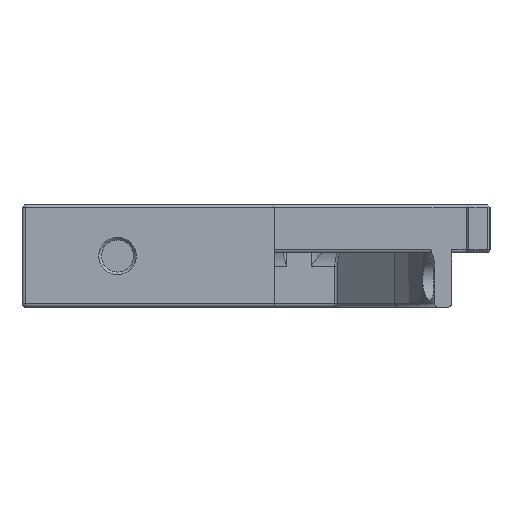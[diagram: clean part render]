
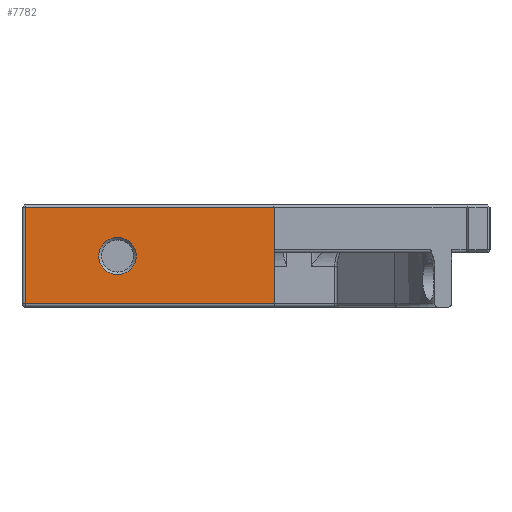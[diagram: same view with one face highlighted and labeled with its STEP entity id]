
A CAD part, left-side view. The second image highlights one B-rep face of the part: STEP entity #7782.
In plain terms, the highlighted planar face has unit normal (-1, 0, 0).
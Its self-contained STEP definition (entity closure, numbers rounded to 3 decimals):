
#547=LINE('',#12563,#1331);
#577=LINE('',#12640,#1361);
#579=LINE('',#12746,#1363);
#580=LINE('',#12747,#1364);
#1331=VECTOR('',#9764,10.);
#1361=VECTOR('',#9822,10.);
#1363=VECTOR('',#9840,10.);
#1364=VECTOR('',#9841,10.);
#1945=FACE_BOUND('',#2532,.T.);
#2057=FACE_OUTER_BOUND('',#2531,.T.);
#2531=EDGE_LOOP('',(#5790,#5791,#5792,#5793));
#2532=EDGE_LOOP('',(#5794));
#3064=CIRCLE('',#8419,2.75);
#3458=VERTEX_POINT('',#12002);
#3635=VERTEX_POINT('',#12562);
#3668=VERTEX_POINT('',#12639);
#3678=VERTEX_POINT('',#12745);
#3679=VERTEX_POINT('',#12748);
#4437=EDGE_CURVE('',#3635,#3458,#547,.T.);
#4476=EDGE_CURVE('',#3668,#3635,#577,.T.);
#4491=EDGE_CURVE('',#3458,#3678,#579,.T.);
#4492=EDGE_CURVE('',#3678,#3668,#580,.T.);
#4493=EDGE_CURVE('',#3679,#3679,#3064,.T.);
#5790=ORIENTED_EDGE('',*,*,#4437,.T.);
#5791=ORIENTED_EDGE('',*,*,#4491,.T.);
#5792=ORIENTED_EDGE('',*,*,#4492,.T.);
#5793=ORIENTED_EDGE('',*,*,#4476,.T.);
#5794=ORIENTED_EDGE('',*,*,#4493,.T.);
#7528=PLANE('',#8418);
#7782=ADVANCED_FACE('',(#2057,#1945),#7528,.F.);
#8418=AXIS2_PLACEMENT_3D('',#12744,#9838,#9839);
#8419=AXIS2_PLACEMENT_3D('',#12749,#9842,#9843);
#9764=DIRECTION('',(0.,0.,1.));
#9822=DIRECTION('',(0.,-1.,0.));
#9838=DIRECTION('center_axis',(1.,0.,0.));
#9839=DIRECTION('ref_axis',(0.,-1.,0.));
#9840=DIRECTION('',(0.,1.,0.));
#9841=DIRECTION('',(0.,0.,-1.));
#9842=DIRECTION('center_axis',(1.,0.,0.));
#9843=DIRECTION('ref_axis',(0.,0.,1.));
#12002=CARTESIAN_POINT('',(75.,31.,-0.4));
#12562=CARTESIAN_POINT('',(75.,31.,-14.5));
#12563=CARTESIAN_POINT('',(75.,31.,0.));
#12639=CARTESIAN_POINT('',(75.,67.5,-14.5));
#12640=CARTESIAN_POINT('',(75.,52.25,-14.5));
#12744=CARTESIAN_POINT('Origin',(75.,68.,0.));
#12745=CARTESIAN_POINT('',(75.,67.5,-0.4));
#12746=CARTESIAN_POINT('',(75.,52.25,-0.4));
#12747=CARTESIAN_POINT('',(75.,67.5,0.));
#12748=CARTESIAN_POINT('',(75.,54.,-10.25));
#12749=CARTESIAN_POINT('Origin',(75.,54.,-7.5));
